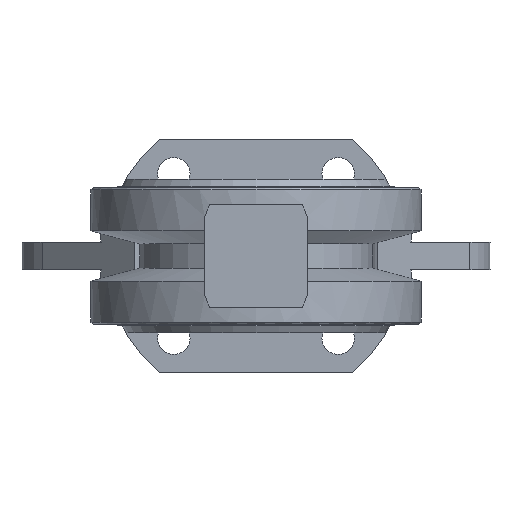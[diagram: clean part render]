
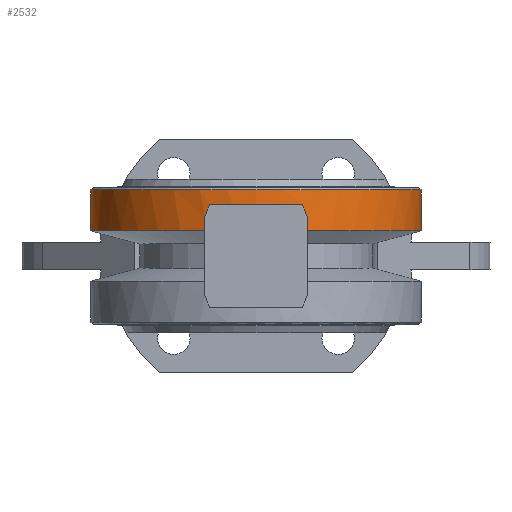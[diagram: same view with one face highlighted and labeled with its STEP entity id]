
A CAD part, front view. The second image highlights one B-rep face of the part: STEP entity #2532.
In plain terms, the highlighted cylindrical face has radius 35.5 mm (diameter 71 mm), a partial arc.
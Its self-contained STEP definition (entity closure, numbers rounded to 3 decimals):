
#305 = CARTESIAN_POINT ( 'NONE',  ( 0., 0., 5.44 ) ) ;
#2532 = ADVANCED_FACE ( 'NONE', ( #24034 ), #3848, .T. ) ;
#2572 = LINE ( 'NONE', #21774, #10102 ) ;
#2747 = CARTESIAN_POINT ( 'NONE',  ( 33.358, 12.145, 5.44 ) ) ;
#3175 = CARTESIAN_POINT ( 'NONE',  ( -27.361, 22.619, 14.2 ) ) ;
#3475 = EDGE_CURVE ( 'NONE', #5911, #26125, #7752, .T. ) ;
#3535 = DIRECTION ( 'NONE',  ( -1., 0., 0. ) ) ;
#3796 = ORIENTED_EDGE ( 'NONE', *, *, #36384, .F. ) ;
#3848 = CYLINDRICAL_SURFACE ( 'NONE', #38810, 35.5 ) ;
#4051 = AXIS2_PLACEMENT_3D ( 'NONE', #305, #22831, #3535 ) ;
#5539 = EDGE_CURVE ( 'NONE', #29262, #12727, #36306, .T. ) ;
#5665 = ORIENTED_EDGE ( 'NONE', *, *, #24836, .F. ) ;
#5736 = DIRECTION ( 'NONE',  ( 0., 0., -1. ) ) ;
#5911 = VERTEX_POINT ( 'NONE', #15848 ) ;
#6306 = VERTEX_POINT ( 'NONE', #22726 ) ;
#7273 = CARTESIAN_POINT ( 'NONE',  ( -10., -34.062, 11. ) ) ;
#7649 = VECTOR ( 'NONE', #21404, 1000. ) ;
#7752 = LINE ( 'NONE', #40376, #31430 ) ;
#7763 = CARTESIAN_POINT ( 'NONE',  ( -10., -34.062, 11. ) ) ;
#8025 = DIRECTION ( 'NONE',  ( 0., 0., 1. ) ) ;
#8155 = VERTEX_POINT ( 'NONE', #37804 ) ;
#8263 = ORIENTED_EDGE ( 'NONE', *, *, #39188, .T. ) ;
#8338 = CARTESIAN_POINT ( 'NONE',  ( 0., 0., 3. ) ) ;
#8439 = VERTEX_POINT ( 'NONE', #39773 ) ;
#8470 = CARTESIAN_POINT ( 'NONE',  ( -33.358, 12.145, -500000. ) ) ;
#9014 = CIRCLE ( 'NONE', #15167, 35.5 ) ;
#10102 = VECTOR ( 'NONE', #5736, 1000. ) ;
#10448 = CARTESIAN_POINT ( 'NONE',  ( 0., 0., -50.64 ) ) ;
#10497 = EDGE_CURVE ( 'NONE', #5911, #12037, #20420, .T. ) ;
#10673 = VERTEX_POINT ( 'NONE', #26539 ) ;
#11184 = AXIS2_PLACEMENT_3D ( 'NONE', #33658, #14302, #36849 ) ;
#11528 = CARTESIAN_POINT ( 'NONE',  ( -10.668, -33.861, 9.329 ) ) ;
#11559 = DIRECTION ( 'NONE',  ( 1., 0., 0. ) ) ;
#12037 = VERTEX_POINT ( 'NONE', #3175 ) ;
#12143 = ORIENTED_EDGE ( 'NONE', *, *, #24370, .T. ) ;
#12727 = VERTEX_POINT ( 'NONE', #7763 ) ;
#13000 = ORIENTED_EDGE ( 'NONE', *, *, #3475, .F. ) ;
#13608 = EDGE_LOOP ( 'NONE', ( #13000, #25014, #3796, #12143, #35640, #34653, #8263, #41740, #18882, #39034, #14039, #5665, #14835, #14638 ) ) ;
#14039 = ORIENTED_EDGE ( 'NONE', *, *, #30537, .T. ) ;
#14302 = DIRECTION ( 'NONE',  ( 0., 0., -1. ) ) ;
#14393 = CARTESIAN_POINT ( 'NONE',  ( 33.358, 12.145, -500000. ) ) ;
#14427 = CARTESIAN_POINT ( 'NONE',  ( -27.361, 22.619, 3. ) ) ;
#14616 = CARTESIAN_POINT ( 'NONE',  ( 11., -33.753, 8.5 ) ) ;
#14638 = ORIENTED_EDGE ( 'NONE', *, *, #18588, .T. ) ;
#14835 = ORIENTED_EDGE ( 'NONE', *, *, #41313, .F. ) ;
#15167 = AXIS2_PLACEMENT_3D ( 'NONE', #27277, #8025, #30543 ) ;
#15282 = DIRECTION ( 'NONE',  ( -1., 0., 0. ) ) ;
#15640 = DIRECTION ( 'NONE',  ( 0., 0., -1. ) ) ;
#15848 = CARTESIAN_POINT ( 'NONE',  ( 27.361, 22.619, 14.2 ) ) ;
#16114 = CIRCLE ( 'NONE', #28724, 35.5 ) ;
#16534 = VECTOR ( 'NONE', #23928, 1000. ) ;
#17031 = CIRCLE ( 'NONE', #11184, 35.5 ) ;
#17159 = LINE ( 'NONE', #8470, #7649 ) ;
#17472 = DIRECTION ( 'NONE',  ( 0., 0., 1. ) ) ;
#18588 = EDGE_CURVE ( 'NONE', #41420, #26125, #21324, .T. ) ;
#18882 = ORIENTED_EDGE ( 'NONE', *, *, #36424, .T. ) ;
#19105 = CARTESIAN_POINT ( 'NONE',  ( -11., -33.753, 8.5 ) ) ;
#20062 = CARTESIAN_POINT ( 'NONE',  ( 27.361, 22.619, 3. ) ) ;
#20420 = CIRCLE ( 'NONE', #35704, 35.5 ) ;
#20678 = VERTEX_POINT ( 'NONE', #14427 ) ;
#21324 = CIRCLE ( 'NONE', #37667, 35.5 ) ;
#21404 = DIRECTION ( 'NONE',  ( 0., 0., 1. ) ) ;
#21774 = CARTESIAN_POINT ( 'NONE',  ( 11., -33.753, -50.64 ) ) ;
#22087 = CARTESIAN_POINT ( 'NONE',  ( 33.358, 12.145, 3. ) ) ;
#22726 = CARTESIAN_POINT ( 'NONE',  ( -11., -33.753, 5.44 ) ) ;
#22831 = DIRECTION ( 'NONE',  ( 0., 0., -1. ) ) ;
#23928 = DIRECTION ( 'NONE',  ( 0., 0., 1. ) ) ;
#24034 = FACE_OUTER_BOUND ( 'NONE', #13608, .T. ) ;
#24087 = CARTESIAN_POINT ( 'NONE',  ( -10.335, -33.964, 10.163 ) ) ;
#24348 = EDGE_CURVE ( 'NONE', #8439, #8155, #25322, .T. ) ;
#24370 = EDGE_CURVE ( 'NONE', #20678, #32732, #16114, .T. ) ;
#24836 = EDGE_CURVE ( 'NONE', #41075, #10673, #17031, .T. ) ;
#25014 = ORIENTED_EDGE ( 'NONE', *, *, #10497, .T. ) ;
#25154 = LINE ( 'NONE', #36589, #16534 ) ;
#25322 =( BOUNDED_CURVE ( )  B_SPLINE_CURVE ( 3, ( #33824, #30745, #33968, #14616 ),
 .UNSPECIFIED., .F., .F. ) 
 B_SPLINE_CURVE_WITH_KNOTS ( ( 4, 4 ),
 ( 4.998, 5.027 ),
 .UNSPECIFIED. ) 
 CURVE ( )  GEOMETRIC_REPRESENTATION_ITEM ( )  RATIONAL_B_SPLINE_CURVE ( ( 1., 1., 1., 1. ) ) 
 REPRESENTATION_ITEM ( '' )  );
#26125 = VERTEX_POINT ( 'NONE', #20062 ) ;
#26327 = LINE ( 'NONE', #14393, #34873 ) ;
#26539 = CARTESIAN_POINT ( 'NONE',  ( 11., -33.753, 5.44 ) ) ;
#27277 = CARTESIAN_POINT ( 'NONE',  ( 0., 0., 11. ) ) ;
#28724 = AXIS2_PLACEMENT_3D ( 'NONE', #8338, #30880, #11559 ) ;
#29262 = VERTEX_POINT ( 'NONE', #40299 ) ;
#29473 = LINE ( 'NONE', #34366, #41072 ) ;
#30165 = CIRCLE ( 'NONE', #4051, 35.5 ) ;
#30537 = EDGE_CURVE ( 'NONE', #8155, #10673, #2572, .T. ) ;
#30543 = DIRECTION ( 'NONE',  ( -1., 0., 0. ) ) ;
#30642 = DIRECTION ( 'NONE',  ( 0., 0., 1. ) ) ;
#30745 = CARTESIAN_POINT ( 'NONE',  ( 10.335, -33.964, 10.163 ) ) ;
#30880 = DIRECTION ( 'NONE',  ( 0., 0., 1. ) ) ;
#31212 = DIRECTION ( 'NONE',  ( 0., 0., -1. ) ) ;
#31430 = VECTOR ( 'NONE', #31212, 1000. ) ;
#32602 = EDGE_CURVE ( 'NONE', #32732, #35303, #17159, .T. ) ;
#32732 = VERTEX_POINT ( 'NONE', #35055 ) ;
#33658 = CARTESIAN_POINT ( 'NONE',  ( 0., 0., 5.44 ) ) ;
#33824 = CARTESIAN_POINT ( 'NONE',  ( 10., -34.062, 11. ) ) ;
#33872 = EDGE_CURVE ( 'NONE', #6306, #35303, #30165, .T. ) ;
#33968 = CARTESIAN_POINT ( 'NONE',  ( 10.668, -33.861, 9.329 ) ) ;
#34366 = CARTESIAN_POINT ( 'NONE',  ( -11., -33.753, -50.64 ) ) ;
#34653 = ORIENTED_EDGE ( 'NONE', *, *, #33872, .F. ) ;
#34873 = VECTOR ( 'NONE', #30642, 1000. ) ;
#34997 = CARTESIAN_POINT ( 'NONE',  ( 0., 0., 14.2 ) ) ;
#35055 = CARTESIAN_POINT ( 'NONE',  ( -33.358, 12.145, 3. ) ) ;
#35303 = VERTEX_POINT ( 'NONE', #39216 ) ;
#35640 = ORIENTED_EDGE ( 'NONE', *, *, #32602, .T. ) ;
#35704 = AXIS2_PLACEMENT_3D ( 'NONE', #34997, #15640, #38282 ) ;
#36306 =( BOUNDED_CURVE ( )  B_SPLINE_CURVE ( 3, ( #19105, #11528, #24087, #7273 ),
 .UNSPECIFIED., .F., .F. ) 
 B_SPLINE_CURVE_WITH_KNOTS ( ( 4, 4 ),
 ( 1.256, 1.285 ),
 .UNSPECIFIED. ) 
 CURVE ( )  GEOMETRIC_REPRESENTATION_ITEM ( )  RATIONAL_B_SPLINE_CURVE ( ( 1., 1., 1., 1. ) ) 
 REPRESENTATION_ITEM ( '' )  );
#36384 = EDGE_CURVE ( 'NONE', #20678, #12037, #25154, .T. ) ;
#36424 = EDGE_CURVE ( 'NONE', #12727, #8439, #9014, .T. ) ;
#36589 = CARTESIAN_POINT ( 'NONE',  ( -27.361, 22.619, 23. ) ) ;
#36777 = CARTESIAN_POINT ( 'NONE',  ( 0., 0., 3. ) ) ;
#36849 = DIRECTION ( 'NONE',  ( -1., 0., 0. ) ) ;
#37629 = DIRECTION ( 'NONE',  ( 0., 0., 1. ) ) ;
#37667 = AXIS2_PLACEMENT_3D ( 'NONE', #36777, #17472, #40060 ) ;
#37804 = CARTESIAN_POINT ( 'NONE',  ( 11., -33.753, 8.5 ) ) ;
#38282 = DIRECTION ( 'NONE',  ( -1., 0., 0. ) ) ;
#38328 = DIRECTION ( 'NONE',  ( 0., 0., -1. ) ) ;
#38810 = AXIS2_PLACEMENT_3D ( 'NONE', #10448, #38328, #15282 ) ;
#39034 = ORIENTED_EDGE ( 'NONE', *, *, #24348, .T. ) ;
#39188 = EDGE_CURVE ( 'NONE', #6306, #29262, #29473, .T. ) ;
#39216 = CARTESIAN_POINT ( 'NONE',  ( -33.358, 12.145, 5.44 ) ) ;
#39773 = CARTESIAN_POINT ( 'NONE',  ( 10., -34.062, 11. ) ) ;
#40060 = DIRECTION ( 'NONE',  ( 1., 0., 0. ) ) ;
#40299 = CARTESIAN_POINT ( 'NONE',  ( -11., -33.753, 8.5 ) ) ;
#40376 = CARTESIAN_POINT ( 'NONE',  ( 27.361, 22.619, 23. ) ) ;
#41072 = VECTOR ( 'NONE', #37629, 1000. ) ;
#41075 = VERTEX_POINT ( 'NONE', #2747 ) ;
#41313 = EDGE_CURVE ( 'NONE', #41420, #41075, #26327, .T. ) ;
#41420 = VERTEX_POINT ( 'NONE', #22087 ) ;
#41740 = ORIENTED_EDGE ( 'NONE', *, *, #5539, .T. ) ;
